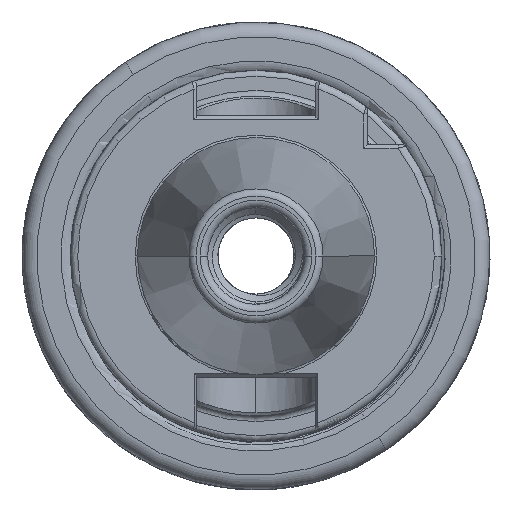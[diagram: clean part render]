
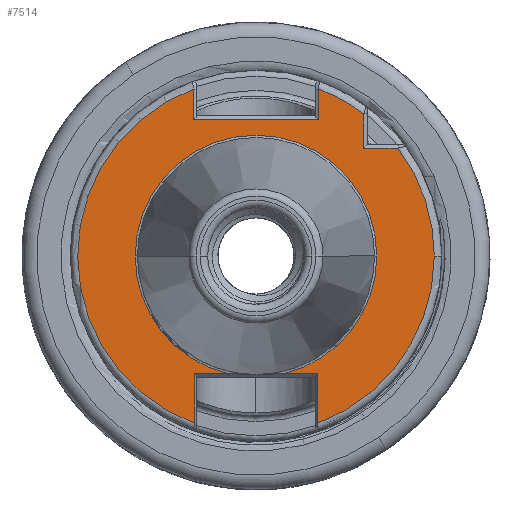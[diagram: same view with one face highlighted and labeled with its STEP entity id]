
A CAD part, left-side view. The second image highlights one B-rep face of the part: STEP entity #7514.
In plain terms, the highlighted planar face has unit normal (-1, 0, 0).
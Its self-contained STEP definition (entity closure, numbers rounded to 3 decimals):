
#1368 = VERTEX_POINT ( 'NONE', #8144 ) ;
#1382 = VERTEX_POINT ( 'NONE', #8118 ) ;
#1385 = VERTEX_POINT ( 'NONE', #8116 ) ;
#1398 = VERTEX_POINT ( 'NONE', #8163 ) ;
#1400 = VERTEX_POINT ( 'NONE', #8126 ) ;
#1402 = VERTEX_POINT ( 'NONE', #8128 ) ;
#1407 = VERTEX_POINT ( 'NONE', #8130 ) ;
#1412 = VERTEX_POINT ( 'NONE', #8141 ) ;
#1414 = VERTEX_POINT ( 'NONE', #8178 ) ;
#1420 = VERTEX_POINT ( 'NONE', #8203 ) ;
#1677 = VERTEX_POINT ( 'NONE', #8213 ) ;
#1738 = VERTEX_POINT ( 'NONE', #7886 ) ;
#1785 = VERTEX_POINT ( 'NONE', #7910 ) ;
#1798 = VERTEX_POINT ( 'NONE', #7912 ) ;
#1833 = VERTEX_POINT ( 'NONE', #7622 ) ;
#1891 = EDGE_LOOP ( 'NONE', ( #19309, #19224, #19280, #19250, #19189, #19152, #19217, #19155, #19237, #19272, #19137, #19293, #19211, #19191, #19163, #19116 ) ) ;
#6413 = AXIS2_PLACEMENT_3D ( 'NONE', #18210, #18195, #18214 ) ;
#6420 = AXIS2_PLACEMENT_3D ( 'NONE', #17321, #17338, #17320 ) ;
#6423 = AXIS2_PLACEMENT_3D ( 'NONE', #20339, #20367, #20336 ) ;
#6432 = AXIS2_PLACEMENT_3D ( 'NONE', #20352, #20329, #20324 ) ;
#6438 = AXIS2_PLACEMENT_3D ( 'NONE', #20643, #20623, #20624 ) ;
#6556 = AXIS2_PLACEMENT_3D ( 'NONE', #11284, #11291, #11302 ) ;
#6639 = AXIS2_PLACEMENT_3D ( 'NONE', #13179, #13189, #13183 ) ;
#6645 = AXIS2_PLACEMENT_3D ( 'NONE', #12939, #12957, #12943 ) ;
#7047 = CARTESIAN_POINT ( 'NONE',  ( 0., -24., 0. ) ) ;
#7514 = ADVANCED_FACE ( 'NONE', ( #10285 ), #11281, .T. ) ;
#7622 = CARTESIAN_POINT ( 'NONE',  ( 0., -3.851, -15.8 ) ) ;
#7886 = CARTESIAN_POINT ( 'NONE',  ( 0., 16.262, 0. ) ) ;
#7910 = CARTESIAN_POINT ( 'NONE',  ( 0., 3.851, -15.8 ) ) ;
#7912 = CARTESIAN_POINT ( 'NONE',  ( 0., -16.262, 0. ) ) ;
#8116 = CARTESIAN_POINT ( 'NONE',  ( 0., -14.5, 14.5 ) ) ;
#8118 = CARTESIAN_POINT ( 'NONE',  ( 0., 8.434, 18.4 ) ) ;
#8126 = CARTESIAN_POINT ( 'NONE',  ( 0., 8.288, -22.523 ) ) ;
#8128 = CARTESIAN_POINT ( 'NONE',  ( 0., -8.434, 18.4 ) ) ;
#8130 = CARTESIAN_POINT ( 'NONE',  ( 0., -19.125, 14.5 ) ) ;
#8141 = CARTESIAN_POINT ( 'NONE',  ( 0., -8.434, 22.469 ) ) ;
#8144 = CARTESIAN_POINT ( 'NONE',  ( 0., -8.288, -15.8 ) ) ;
#8163 = CARTESIAN_POINT ( 'NONE',  ( 0., 8.434, 22.469 ) ) ;
#8178 = CARTESIAN_POINT ( 'NONE',  ( 0., -14.5, 19.125 ) ) ;
#8203 = CARTESIAN_POINT ( 'NONE',  ( 0., 8.288, -15.8 ) ) ;
#8213 = CARTESIAN_POINT ( 'NONE',  ( 0., -8.288, -22.523 ) ) ;
#9002 = EDGE_CURVE ( 'NONE', #1798, #1833, #12290, .T. ) ;
#9035 = EDGE_CURVE ( 'NONE', #1785, #1738, #12321, .T. ) ;
#9231 = EDGE_CURVE ( 'NONE', #1677, #18509, #12439, .T. ) ;
#9291 = EDGE_CURVE ( 'NONE', #1400, #1420, #12483, .T. ) ;
#9292 = EDGE_CURVE ( 'NONE', #1414, #1412, #12484, .T. ) ;
#9293 = EDGE_CURVE ( 'NONE', #1368, #1677, #12487, .T. ) ;
#9320 = EDGE_CURVE ( 'NONE', #1738, #1798, #12524, .T. ) ;
#9327 = EDGE_CURVE ( 'NONE', #1398, #1400, #12553, .T. ) ;
#9338 = EDGE_CURVE ( 'NONE', #1407, #1385, #12515, .T. ) ;
#9343 = EDGE_CURVE ( 'NONE', #1412, #1402, #12525, .T. ) ;
#9349 = EDGE_CURVE ( 'NONE', #18509, #1407, #12510, .T. ) ;
#9356 = EDGE_CURVE ( 'NONE', #1833, #1368, #12504, .T. ) ;
#9362 = EDGE_CURVE ( 'NONE', #1402, #1382, #12526, .T. ) ;
#9364 = EDGE_CURVE ( 'NONE', #1382, #1398, #12529, .T. ) ;
#9368 = EDGE_CURVE ( 'NONE', #1420, #1785, #12540, .T. ) ;
#9376 = EDGE_CURVE ( 'NONE', #1385, #1414, #12543, .T. ) ;
#10285 = FACE_OUTER_BOUND ( 'NONE', #1891, .T. ) ;
#11281 = PLANE ( 'NONE',  #6556 ) ;
#11284 = CARTESIAN_POINT ( 'NONE',  ( 0., 16.342, 0. ) ) ;
#11291 = DIRECTION ( 'NONE',  ( -1., 0., 0. ) ) ;
#11302 = DIRECTION ( 'NONE',  ( 0., -1., 0. ) ) ;
#12290 = CIRCLE ( 'NONE', #6645, 16.262 ) ;
#12321 = CIRCLE ( 'NONE', #6639, 16.262 ) ;
#12439 = CIRCLE ( 'NONE', #6413, 24. ) ;
#12481 = VECTOR ( 'NONE', #17343, 1000. ) ;
#12483 = LINE ( 'NONE', #17319, #12481 ) ;
#12484 = CIRCLE ( 'NONE', #6420, 24. ) ;
#12487 = LINE ( 'NONE', #17300, #12498 ) ;
#12498 = VECTOR ( 'NONE', #17329, 1000. ) ;
#12504 = LINE ( 'NONE', #20719, #12538 ) ;
#12506 = VECTOR ( 'NONE', #20824, 1000. ) ;
#12508 = VECTOR ( 'NONE', #20862, 1000. ) ;
#12510 = CIRCLE ( 'NONE', #6438, 24. ) ;
#12511 = VECTOR ( 'NONE', #20879, 1000. ) ;
#12515 = LINE ( 'NONE', #20499, #12528 ) ;
#12522 = VECTOR ( 'NONE', #20560, 1000. ) ;
#12524 = CIRCLE ( 'NONE', #6423, 16.262 ) ;
#12525 = LINE ( 'NONE', #20534, #12522 ) ;
#12526 = LINE ( 'NONE', #20823, #12506 ) ;
#12528 = VECTOR ( 'NONE', #20519, 1000. ) ;
#12529 = LINE ( 'NONE', #20830, #12508 ) ;
#12538 = VECTOR ( 'NONE', #20752, 1000. ) ;
#12540 = LINE ( 'NONE', #20877, #12511 ) ;
#12543 = LINE ( 'NONE', #20916, #12544 ) ;
#12544 = VECTOR ( 'NONE', #20920, 1000. ) ;
#12553 = CIRCLE ( 'NONE', #6432, 24. ) ;
#12939 = CARTESIAN_POINT ( 'NONE',  ( 0., 0., 0. ) ) ;
#12943 = DIRECTION ( 'NONE',  ( 0., -1., 0. ) ) ;
#12957 = DIRECTION ( 'NONE',  ( 1., 0., 0. ) ) ;
#13179 = CARTESIAN_POINT ( 'NONE',  ( 0., 0., 0. ) ) ;
#13183 = DIRECTION ( 'NONE',  ( 0., -1., 0. ) ) ;
#13189 = DIRECTION ( 'NONE',  ( 1., 0., 0. ) ) ;
#17300 = CARTESIAN_POINT ( 'NONE',  ( 0., -8.288, -22.61 ) ) ;
#17319 = CARTESIAN_POINT ( 'NONE',  ( 0., 8.288, -16.3 ) ) ;
#17320 = DIRECTION ( 'NONE',  ( 0., -1., 0. ) ) ;
#17321 = CARTESIAN_POINT ( 'NONE',  ( 0., 0., 0. ) ) ;
#17329 = DIRECTION ( 'NONE',  ( 0., 0., -1. ) ) ;
#17338 = DIRECTION ( 'NONE',  ( -1., 0., 0. ) ) ;
#17343 = DIRECTION ( 'NONE',  ( 0., 0., 1. ) ) ;
#18195 = DIRECTION ( 'NONE',  ( -1., 0., 0. ) ) ;
#18210 = CARTESIAN_POINT ( 'NONE',  ( 0., 0., 0. ) ) ;
#18214 = DIRECTION ( 'NONE',  ( 0., -1., 0. ) ) ;
#18509 = VERTEX_POINT ( 'NONE', #7047 ) ;
#19116 = ORIENTED_EDGE ( 'NONE', *, *, #9292, .T. ) ;
#19137 = ORIENTED_EDGE ( 'NONE', *, *, #9293, .T. ) ;
#19152 = ORIENTED_EDGE ( 'NONE', *, *, #9368, .T. ) ;
#19155 = ORIENTED_EDGE ( 'NONE', *, *, #9320, .T. ) ;
#19163 = ORIENTED_EDGE ( 'NONE', *, *, #9376, .T. ) ;
#19189 = ORIENTED_EDGE ( 'NONE', *, *, #9291, .T. ) ;
#19191 = ORIENTED_EDGE ( 'NONE', *, *, #9338, .T. ) ;
#19211 = ORIENTED_EDGE ( 'NONE', *, *, #9349, .T. ) ;
#19217 = ORIENTED_EDGE ( 'NONE', *, *, #9035, .T. ) ;
#19224 = ORIENTED_EDGE ( 'NONE', *, *, #9362, .T. ) ;
#19237 = ORIENTED_EDGE ( 'NONE', *, *, #9002, .T. ) ;
#19250 = ORIENTED_EDGE ( 'NONE', *, *, #9327, .T. ) ;
#19272 = ORIENTED_EDGE ( 'NONE', *, *, #9356, .T. ) ;
#19280 = ORIENTED_EDGE ( 'NONE', *, *, #9364, .T. ) ;
#19293 = ORIENTED_EDGE ( 'NONE', *, *, #9231, .T. ) ;
#19309 = ORIENTED_EDGE ( 'NONE', *, *, #9343, .T. ) ;
#20324 = DIRECTION ( 'NONE',  ( 0., -1., 0. ) ) ;
#20329 = DIRECTION ( 'NONE',  ( -1., 0., 0. ) ) ;
#20336 = DIRECTION ( 'NONE',  ( 0., -1., 0. ) ) ;
#20339 = CARTESIAN_POINT ( 'NONE',  ( 0., 0., 0. ) ) ;
#20352 = CARTESIAN_POINT ( 'NONE',  ( 0., 0., 0. ) ) ;
#20367 = DIRECTION ( 'NONE',  ( 1., 0., 0. ) ) ;
#20499 = CARTESIAN_POINT ( 'NONE',  ( 0., 16.342, 14.5 ) ) ;
#20519 = DIRECTION ( 'NONE',  ( 0., 1., 0. ) ) ;
#20534 = CARTESIAN_POINT ( 'NONE',  ( 0., -8.434, 0. ) ) ;
#20560 = DIRECTION ( 'NONE',  ( 0., 0., -1. ) ) ;
#20623 = DIRECTION ( 'NONE',  ( -1., 0., 0. ) ) ;
#20624 = DIRECTION ( 'NONE',  ( 0., -1., 0. ) ) ;
#20643 = CARTESIAN_POINT ( 'NONE',  ( 0., 0., 0. ) ) ;
#20719 = CARTESIAN_POINT ( 'NONE',  ( 0., -8.288, -15.8 ) ) ;
#20752 = DIRECTION ( 'NONE',  ( 0., -1., 0. ) ) ;
#20823 = CARTESIAN_POINT ( 'NONE',  ( 0., 16.342, 18.4 ) ) ;
#20824 = DIRECTION ( 'NONE',  ( 0., 1., 0. ) ) ;
#20830 = CARTESIAN_POINT ( 'NONE',  ( 0., 8.434, 0. ) ) ;
#20862 = DIRECTION ( 'NONE',  ( 0., 0., 1. ) ) ;
#20877 = CARTESIAN_POINT ( 'NONE',  ( 0., -8.288, -15.8 ) ) ;
#20879 = DIRECTION ( 'NONE',  ( 0., -1., 0. ) ) ;
#20916 = CARTESIAN_POINT ( 'NONE',  ( 0., -14.5, 0. ) ) ;
#20920 = DIRECTION ( 'NONE',  ( 0., 0., 1. ) ) ;
